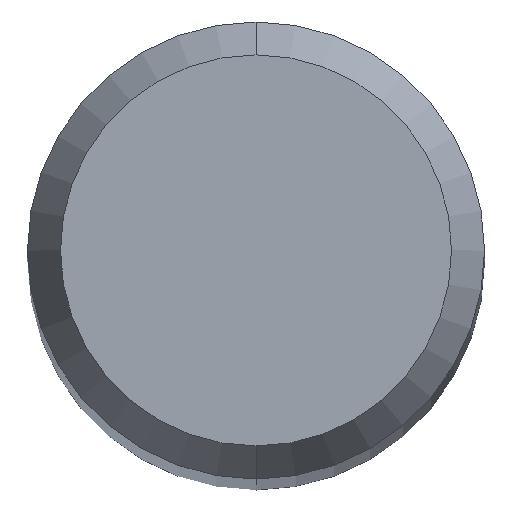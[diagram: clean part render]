
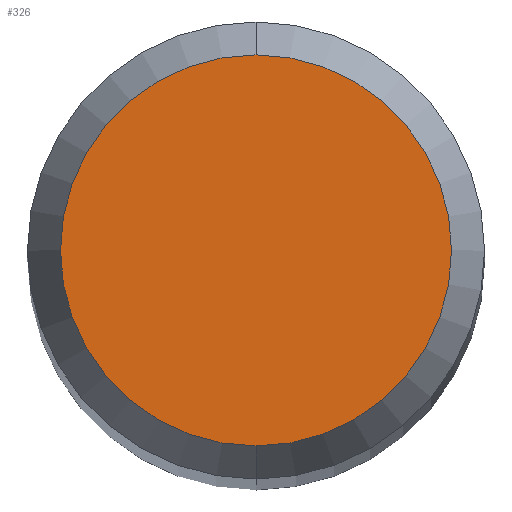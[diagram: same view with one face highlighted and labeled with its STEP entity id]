
A CAD part, top view. The second image highlights one B-rep face of the part: STEP entity #326.
In plain terms, the highlighted planar face has unit normal (0, 0, 1).
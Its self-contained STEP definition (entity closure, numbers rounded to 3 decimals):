
#190=VERTEX_POINT('',#487);
#288=EDGE_CURVE('',#334,#190,#592,.T.);
#326=ADVANCED_FACE('',(#633),#634,.T.);
#330=EDGE_CURVE('',#190,#334,#639,.T.);
#334=VERTEX_POINT('',#643);
#487=CARTESIAN_POINT('',(0.,-1.358,0.));
#592=CIRCLE('',#970,1.358);
#633=FACE_OUTER_BOUND('',#1033,.T.);
#634=PLANE('',#1034);
#639=CIRCLE('',#1040,1.358);
#643=CARTESIAN_POINT('',(0.0,1.358,0.));
#970=AXIS2_PLACEMENT_3D('',#1533,#1534,#1535);
#1033=EDGE_LOOP('',(#1572,#1573));
#1034=AXIS2_PLACEMENT_3D('',#1574,#1575,#1576);
#1040=AXIS2_PLACEMENT_3D('',#1585,#1586,#1587);
#1533=CARTESIAN_POINT('',(0.0,0.0,0.));
#1534=DIRECTION('',(0.0,0.0,-1.0));
#1535=DIRECTION('',(0.0,1.0,0.0));
#1572=ORIENTED_EDGE('',*,*,#288,.F.);
#1573=ORIENTED_EDGE('',*,*,#330,.F.);
#1574=CARTESIAN_POINT('',(0.0,0.679,0.));
#1575=DIRECTION('',(-0.0,0.0,1.0));
#1576=DIRECTION('',(0.0,-1.0,0.0));
#1585=CARTESIAN_POINT('',(0.0,0.0,0.));
#1586=DIRECTION('',(0.0,0.0,-1.0));
#1587=DIRECTION('',(0.0,1.0,0.0));
